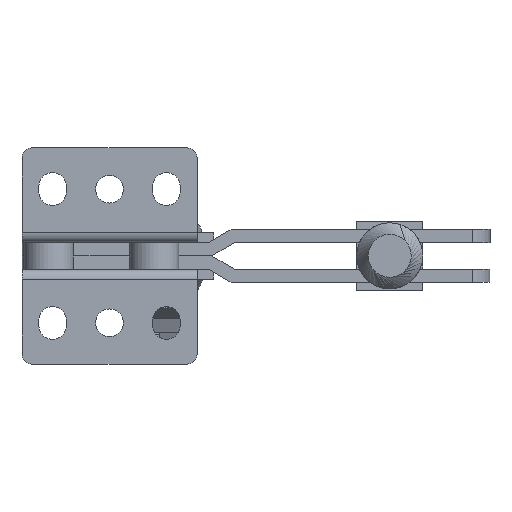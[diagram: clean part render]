
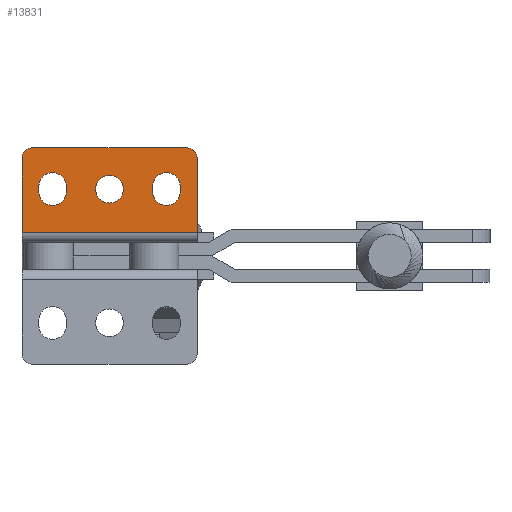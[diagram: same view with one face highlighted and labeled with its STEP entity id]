
A CAD part, front view. The second image highlights one B-rep face of the part: STEP entity #13831.
In plain terms, the highlighted planar face has unit normal (0, -1, 0).
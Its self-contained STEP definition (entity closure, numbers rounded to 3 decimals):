
#141 = CARTESIAN_POINT ( 'NONE',  ( 5.1, 0., 17. ) ) ;
#151 = DIRECTION ( 'NONE',  ( 1., 0., 0. ) ) ;
#418 = DIRECTION ( 'NONE',  ( 0., 0., 1. ) ) ;
#709 = CARTESIAN_POINT ( 'NONE',  ( 43.75, 0., 15.4 ) ) ;
#731 = CARTESIAN_POINT ( 'NONE',  ( 39.6, 0., 15.4 ) ) ;
#1295 = VERTEX_POINT ( 'NONE', #12547 ) ;
#1350 = VECTOR ( 'NONE', #14636, 1000. ) ;
#1403 = EDGE_CURVE ( 'NONE', #7124, #16421, #5296, .T. ) ;
#1494 = CARTESIAN_POINT ( 'NONE',  ( 0., 0., 3. ) ) ;
#1632 = CARTESIAN_POINT ( 'NONE',  ( 47.9, 0., 29.7 ) ) ;
#1673 = VERTEX_POINT ( 'NONE', #3246 ) ;
#1805 = CARTESIAN_POINT ( 'NONE',  ( 39.6, 0., 17. ) ) ;
#1825 = EDGE_CURVE ( 'NONE', #4319, #2767, #17259, .T. ) ;
#1880 = ORIENTED_EDGE ( 'NONE', *, *, #2213, .T. ) ;
#1967 = DIRECTION ( 'NONE',  ( 0., 1., 0. ) ) ;
#1984 = DIRECTION ( 'NONE',  ( 0., 0., 1. ) ) ;
#1999 = AXIS2_PLACEMENT_3D ( 'NONE', #9323, #12068, #13423 ) ;
#2213 = EDGE_CURVE ( 'NONE', #16421, #16785, #15294, .T. ) ;
#2221 = VERTEX_POINT ( 'NONE', #6464 ) ;
#2275 = PLANE ( 'NONE',  #15358 ) ;
#2302 = CARTESIAN_POINT ( 'NONE',  ( 0., 0., 25.7 ) ) ;
#2352 = ORIENTED_EDGE ( 'NONE', *, *, #1403, .T. ) ;
#2476 = AXIS2_PLACEMENT_3D ( 'NONE', #7771, #4996, #10506 ) ;
#2767 = VERTEX_POINT ( 'NONE', #731 ) ;
#3179 = CIRCLE ( 'NONE', #4990, 4.2 ) ;
#3226 = CARTESIAN_POINT ( 'NONE',  ( 5.1, 0., 29.7 ) ) ;
#3238 = AXIS2_PLACEMENT_3D ( 'NONE', #12759, #5962, #418 ) ;
#3246 = CARTESIAN_POINT ( 'NONE',  ( 0., 0., 3. ) ) ;
#3302 = FACE_BOUND ( 'NONE', #12283, .T. ) ;
#3331 = CARTESIAN_POINT ( 'NONE',  ( 47.9, 0., 17. ) ) ;
#3372 = CIRCLE ( 'NONE', #5207, 4.2 ) ;
#3393 = LINE ( 'NONE', #17220, #12584 ) ;
#3512 = CARTESIAN_POINT ( 'NONE',  ( 0., 0., 28.7 ) ) ;
#3541 = VECTOR ( 'NONE', #7261, 1000. ) ;
#3587 = EDGE_CURVE ( 'NONE', #2221, #9452, #16963, .T. ) ;
#3647 = ORIENTED_EDGE ( 'NONE', *, *, #1825, .T. ) ;
#3973 = FACE_OUTER_BOUND ( 'NONE', #4430, .T. ) ;
#4173 = LINE ( 'NONE', #3226, #10560 ) ;
#4189 = LINE ( 'NONE', #4650, #3541 ) ;
#4319 = VERTEX_POINT ( 'NONE', #16734 ) ;
#4430 = EDGE_LOOP ( 'NONE', ( #17555, #5732, #17060, #2352, #1880, #15332 ) ) ;
#4650 = CARTESIAN_POINT ( 'NONE',  ( 0., 0., 29.7 ) ) ;
#4874 = DIRECTION ( 'NONE',  ( 0., 0., 1. ) ) ;
#4990 = AXIS2_PLACEMENT_3D ( 'NONE', #8843, #10019, #11369 ) ;
#4996 = DIRECTION ( 'NONE',  ( 0., 1., 0. ) ) ;
#5043 = CIRCLE ( 'NONE', #16092, 4.15 ) ;
#5207 = AXIS2_PLACEMENT_3D ( 'NONE', #10453, #8021, #12024 ) ;
#5296 = CIRCLE ( 'NONE', #1999, 3. ) ;
#5387 = LINE ( 'NONE', #1494, #8773 ) ;
#5732 = ORIENTED_EDGE ( 'NONE', *, *, #17134, .T. ) ;
#5962 = DIRECTION ( 'NONE',  ( 0., -1., 0. ) ) ;
#6196 = DIRECTION ( 'NONE',  ( 0., 0., 1. ) ) ;
#6385 = ORIENTED_EDGE ( 'NONE', *, *, #11779, .T. ) ;
#6443 = EDGE_CURVE ( 'NONE', #7124, #7229, #17034, .T. ) ;
#6464 = CARTESIAN_POINT ( 'NONE',  ( 13.4, 0., 17. ) ) ;
#6470 = EDGE_CURVE ( 'NONE', #9452, #16245, #17266, .T. ) ;
#6639 = CARTESIAN_POINT ( 'NONE',  ( 9.25, 0., 15.4 ) ) ;
#6675 = VECTOR ( 'NONE', #12308, 1000. ) ;
#7059 = ORIENTED_EDGE ( 'NONE', *, *, #7157, .T. ) ;
#7119 = DIRECTION ( 'NONE',  ( 0., 0., -1. ) ) ;
#7124 = VERTEX_POINT ( 'NONE', #9030 ) ;
#7157 = EDGE_CURVE ( 'NONE', #9628, #2221, #16161, .T. ) ;
#7229 = VERTEX_POINT ( 'NONE', #8972 ) ;
#7261 = DIRECTION ( 'NONE',  ( 0., 0., -1. ) ) ;
#7771 = CARTESIAN_POINT ( 'NONE',  ( 9.25, 0., 17. ) ) ;
#7792 = CARTESIAN_POINT ( 'NONE',  ( 0., 0., 29.7 ) ) ;
#8021 = DIRECTION ( 'NONE',  ( 0., 1., 0. ) ) ;
#8117 = DIRECTION ( 'NONE',  ( 0., 0., 1. ) ) ;
#8287 = VERTEX_POINT ( 'NONE', #1805 ) ;
#8322 = ORIENTED_EDGE ( 'NONE', *, *, #14191, .T. ) ;
#8773 = VECTOR ( 'NONE', #151, 1000. ) ;
#8843 = CARTESIAN_POINT ( 'NONE',  ( 26.5, 0., 16.2 ) ) ;
#8910 = DIRECTION ( 'NONE',  ( 0., 0., -1. ) ) ;
#8972 = CARTESIAN_POINT ( 'NONE',  ( 53., 0., 3. ) ) ;
#9030 = CARTESIAN_POINT ( 'NONE',  ( 53., 0., 25.7 ) ) ;
#9171 = CARTESIAN_POINT ( 'NONE',  ( 13.4, 0., 15.4 ) ) ;
#9310 = EDGE_CURVE ( 'NONE', #2767, #8287, #3393, .T. ) ;
#9314 = FACE_BOUND ( 'NONE', #15430, .T. ) ;
#9323 = CARTESIAN_POINT ( 'NONE',  ( 50., 0., 25.7 ) ) ;
#9452 = VERTEX_POINT ( 'NONE', #9171 ) ;
#9628 = VERTEX_POINT ( 'NONE', #141 ) ;
#9635 = VERTEX_POINT ( 'NONE', #16712 ) ;
#9850 = EDGE_CURVE ( 'NONE', #9635, #1295, #3372, .T. ) ;
#10019 = DIRECTION ( 'NONE',  ( 0., 1., 0. ) ) ;
#10101 = EDGE_CURVE ( 'NONE', #11742, #4319, #14712, .T. ) ;
#10290 = DIRECTION ( 'NONE',  ( 0., 0., 1. ) ) ;
#10348 = DIRECTION ( 'NONE',  ( 0., 1., 0. ) ) ;
#10453 = CARTESIAN_POINT ( 'NONE',  ( 26.5, 0., 16.2 ) ) ;
#10476 = ORIENTED_EDGE ( 'NONE', *, *, #14135, .T. ) ;
#10506 = DIRECTION ( 'NONE',  ( 0., 0., 1. ) ) ;
#10560 = VECTOR ( 'NONE', #17022, 1000. ) ;
#10811 = ORIENTED_EDGE ( 'NONE', *, *, #9850, .T. ) ;
#10848 = VECTOR ( 'NONE', #7119, 1000. ) ;
#10971 = CARTESIAN_POINT ( 'NONE',  ( 50., 0., 28.7 ) ) ;
#11369 = DIRECTION ( 'NONE',  ( 0., 0., 1. ) ) ;
#11401 = VECTOR ( 'NONE', #8910, 1000. ) ;
#11535 = CARTESIAN_POINT ( 'NONE',  ( 3., 0., 28.7 ) ) ;
#11705 = ORIENTED_EDGE ( 'NONE', *, *, #3587, .T. ) ;
#11721 = ORIENTED_EDGE ( 'NONE', *, *, #6470, .T. ) ;
#11742 = VERTEX_POINT ( 'NONE', #3331 ) ;
#11779 = EDGE_CURVE ( 'NONE', #1295, #9635, #3179, .T. ) ;
#12024 = DIRECTION ( 'NONE',  ( 0., 0., 1. ) ) ;
#12068 = DIRECTION ( 'NONE',  ( 0., -1., 0. ) ) ;
#12283 = EDGE_LOOP ( 'NONE', ( #6385, #10811 ) ) ;
#12308 = DIRECTION ( 'NONE',  ( 0., 0., -1. ) ) ;
#12547 = CARTESIAN_POINT ( 'NONE',  ( 22.3, 0., 16.2 ) ) ;
#12584 = VECTOR ( 'NONE', #1984, 1000. ) ;
#12759 = CARTESIAN_POINT ( 'NONE',  ( 3., 0., 25.7 ) ) ;
#12918 = CARTESIAN_POINT ( 'NONE',  ( 43.75, 0., 17. ) ) ;
#12959 = ORIENTED_EDGE ( 'NONE', *, *, #9310, .T. ) ;
#12968 = CARTESIAN_POINT ( 'NONE',  ( 53., 0., 29.7 ) ) ;
#13135 = AXIS2_PLACEMENT_3D ( 'NONE', #709, #10348, #10290 ) ;
#13423 = DIRECTION ( 'NONE',  ( 0., 0., 1. ) ) ;
#13597 = EDGE_CURVE ( 'NONE', #16196, #1673, #4189, .T. ) ;
#13693 = CIRCLE ( 'NONE', #3238, 3. ) ;
#13831 = ADVANCED_FACE ( 'NONE', ( #3302, #9314, #14211, #3973 ), #2275, .F. ) ;
#13885 = CARTESIAN_POINT ( 'NONE',  ( 13.4, 0., 29.7 ) ) ;
#14135 = EDGE_CURVE ( 'NONE', #8287, #11742, #5043, .T. ) ;
#14191 = EDGE_CURVE ( 'NONE', #16245, #9628, #4173, .T. ) ;
#14211 = FACE_BOUND ( 'NONE', #14305, .T. ) ;
#14305 = EDGE_LOOP ( 'NONE', ( #11705, #11721, #8322, #7059 ) ) ;
#14636 = DIRECTION ( 'NONE',  ( -1., 0., 0. ) ) ;
#14712 = LINE ( 'NONE', #1632, #10848 ) ;
#14951 = CARTESIAN_POINT ( 'NONE',  ( 5.1, 0., 15.4 ) ) ;
#15191 = ORIENTED_EDGE ( 'NONE', *, *, #10101, .T. ) ;
#15294 = LINE ( 'NONE', #3512, #1350 ) ;
#15332 = ORIENTED_EDGE ( 'NONE', *, *, #16620, .T. ) ;
#15358 = AXIS2_PLACEMENT_3D ( 'NONE', #7792, #17341, #6196 ) ;
#15430 = EDGE_LOOP ( 'NONE', ( #15191, #3647, #12959, #10476 ) ) ;
#16092 = AXIS2_PLACEMENT_3D ( 'NONE', #12918, #1967, #4874 ) ;
#16161 = CIRCLE ( 'NONE', #2476, 4.15 ) ;
#16196 = VERTEX_POINT ( 'NONE', #2302 ) ;
#16245 = VERTEX_POINT ( 'NONE', #14951 ) ;
#16421 = VERTEX_POINT ( 'NONE', #10971 ) ;
#16620 = EDGE_CURVE ( 'NONE', #16785, #16196, #13693, .T. ) ;
#16712 = CARTESIAN_POINT ( 'NONE',  ( 30.7, 0., 16.2 ) ) ;
#16734 = CARTESIAN_POINT ( 'NONE',  ( 47.9, 0., 15.4 ) ) ;
#16785 = VERTEX_POINT ( 'NONE', #11535 ) ;
#16963 = LINE ( 'NONE', #13885, #6675 ) ;
#17022 = DIRECTION ( 'NONE',  ( 0., 0., 1. ) ) ;
#17034 = LINE ( 'NONE', #12968, #11401 ) ;
#17060 = ORIENTED_EDGE ( 'NONE', *, *, #6443, .F. ) ;
#17134 = EDGE_CURVE ( 'NONE', #1673, #7229, #5387, .T. ) ;
#17220 = CARTESIAN_POINT ( 'NONE',  ( 39.6, 0., 29.7 ) ) ;
#17259 = CIRCLE ( 'NONE', #13135, 4.15 ) ;
#17266 = CIRCLE ( 'NONE', #17298, 4.15 ) ;
#17298 = AXIS2_PLACEMENT_3D ( 'NONE', #6639, #17612, #8117 ) ;
#17341 = DIRECTION ( 'NONE',  ( 0., 1., 0. ) ) ;
#17555 = ORIENTED_EDGE ( 'NONE', *, *, #13597, .T. ) ;
#17612 = DIRECTION ( 'NONE',  ( 0., 1., 0. ) ) ;
